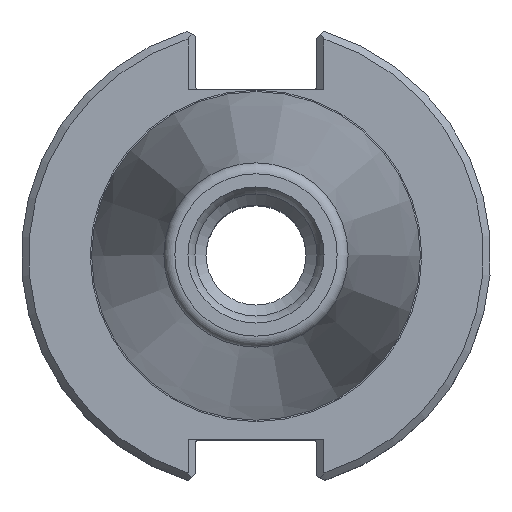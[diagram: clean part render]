
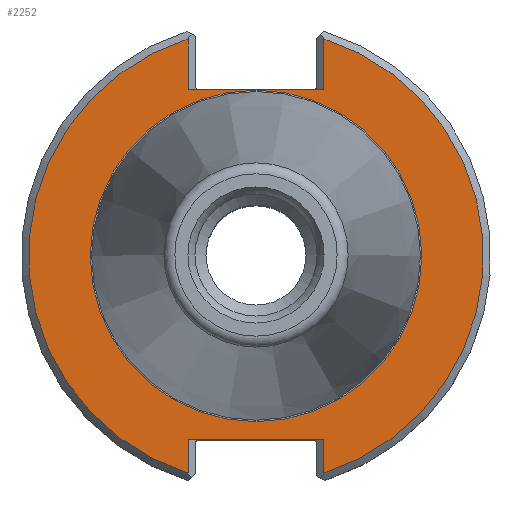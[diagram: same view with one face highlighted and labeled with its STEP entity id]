
A CAD part, top view. The second image highlights one B-rep face of the part: STEP entity #2252.
In plain terms, the highlighted planar face has unit normal (0, 0, 1).
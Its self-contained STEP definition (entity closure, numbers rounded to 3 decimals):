
#56=LINE('',#3437,#121);
#59=LINE('',#3448,#124);
#78=LINE('',#3531,#143);
#80=LINE('',#3547,#145);
#81=LINE('',#3549,#146);
#82=LINE('',#3551,#147);
#121=VECTOR('',#2713,1000.);
#124=VECTOR('',#2718,1000.);
#143=VECTOR('',#2765,1000.);
#145=VECTOR('',#2775,1000.);
#146=VECTOR('',#2776,1000.);
#147=VECTOR('',#2777,1000.);
#264=PLANE('',#2413);
#659=ORIENTED_EDGE('',*,*,#892,.T.);
#660=ORIENTED_EDGE('',*,*,#887,.T.);
#661=ORIENTED_EDGE('',*,*,#917,.F.);
#662=ORIENTED_EDGE('',*,*,#883,.T.);
#663=ORIENTED_EDGE('',*,*,#909,.T.);
#664=ORIENTED_EDGE('',*,*,#922,.T.);
#665=ORIENTED_EDGE('',*,*,#923,.F.);
#666=ORIENTED_EDGE('',*,*,#924,.T.);
#667=ORIENTED_EDGE('',*,*,#881,.F.);
#881=EDGE_CURVE('',#1062,#1062,#1157,.T.);
#883=EDGE_CURVE('',#1064,#1063,#56,.T.);
#887=EDGE_CURVE('',#1065,#1066,#59,.T.);
#892=EDGE_CURVE('',#1069,#1065,#1158,.T.);
#909=EDGE_CURVE('',#1063,#1080,#1159,.T.);
#917=EDGE_CURVE('',#1064,#1066,#78,.T.);
#922=EDGE_CURVE('',#1080,#1087,#80,.T.);
#923=EDGE_CURVE('',#1088,#1087,#81,.T.);
#924=EDGE_CURVE('',#1088,#1069,#82,.T.);
#1062=VERTEX_POINT('',#3430);
#1063=VERTEX_POINT('',#3436);
#1064=VERTEX_POINT('',#3438);
#1065=VERTEX_POINT('',#3445);
#1066=VERTEX_POINT('',#3447);
#1069=VERTEX_POINT('',#3463);
#1080=VERTEX_POINT('',#3509);
#1087=VERTEX_POINT('',#3548);
#1088=VERTEX_POINT('',#3550);
#1157=CIRCLE('',#2393,22.413);
#1158=CIRCLE('',#2398,30.75);
#1159=CIRCLE('',#2405,30.75);
#1286=EDGE_LOOP('',(#659,#660,#661,#662,#663,#664,#665,#666));
#1287=EDGE_LOOP('',(#667));
#1428=FACE_BOUND('',#1286,.T.);
#1429=FACE_BOUND('',#1287,.T.);
#2252=ADVANCED_FACE('',(#1428,#1429),#264,.T.);
#2393=AXIS2_PLACEMENT_3D('',#3429,#2709,#2710);
#2398=AXIS2_PLACEMENT_3D('',#3464,#2725,#2726);
#2405=AXIS2_PLACEMENT_3D('',#3510,#2751,#2752);
#2413=AXIS2_PLACEMENT_3D('',#3546,#2773,#2774);
#2709=DIRECTION('',(0.,0.,1.));
#2710=DIRECTION('',(1.,0.,0.));
#2713=DIRECTION('',(0.,-1.,0.));
#2718=DIRECTION('',(0.,1.,0.));
#2725=DIRECTION('',(0.,0.,1.));
#2726=DIRECTION('',(1.,0.,0.));
#2751=DIRECTION('',(0.,0.,1.));
#2752=DIRECTION('',(1.,0.,0.));
#2765=DIRECTION('',(-1.,0.,0.));
#2773=DIRECTION('',(0.,0.,1.));
#2774=DIRECTION('',(1.,0.,0.));
#2775=DIRECTION('',(0.,-1.,0.));
#2776=DIRECTION('',(1.,0.,0.));
#2777=DIRECTION('',(0.,1.,0.));
#3429=CARTESIAN_POINT('',(0.,0.,-3.17));
#3430=CARTESIAN_POINT('',(22.413,0.,-3.17));
#3436=CARTESIAN_POINT('',(9.19,-29.345,-3.17));
#3437=CARTESIAN_POINT('',(9.19,-30.831,-3.17));
#3438=CARTESIAN_POINT('',(9.19,-24.87,-3.17));
#3445=CARTESIAN_POINT('',(-9.19,-29.345,-3.17));
#3447=CARTESIAN_POINT('',(-9.19,-24.87,-3.17));
#3448=CARTESIAN_POINT('',(-9.19,-24.87,-3.17));
#3463=CARTESIAN_POINT('',(-9.19,29.345,-3.17));
#3464=CARTESIAN_POINT('',(0.,0.,-3.17));
#3509=CARTESIAN_POINT('',(9.19,29.345,-3.17));
#3510=CARTESIAN_POINT('',(0.,0.,-3.17));
#3531=CARTESIAN_POINT('',(8.19,-24.87,-3.17));
#3546=CARTESIAN_POINT('',(22.413,0.,-3.17));
#3547=CARTESIAN_POINT('',(9.19,22.46,-3.17));
#3548=CARTESIAN_POINT('',(9.19,22.46,-3.17));
#3549=CARTESIAN_POINT('',(-8.19,22.46,-3.17));
#3550=CARTESIAN_POINT('',(-9.19,22.46,-3.17));
#3551=CARTESIAN_POINT('',(-9.19,30.831,-3.17));
